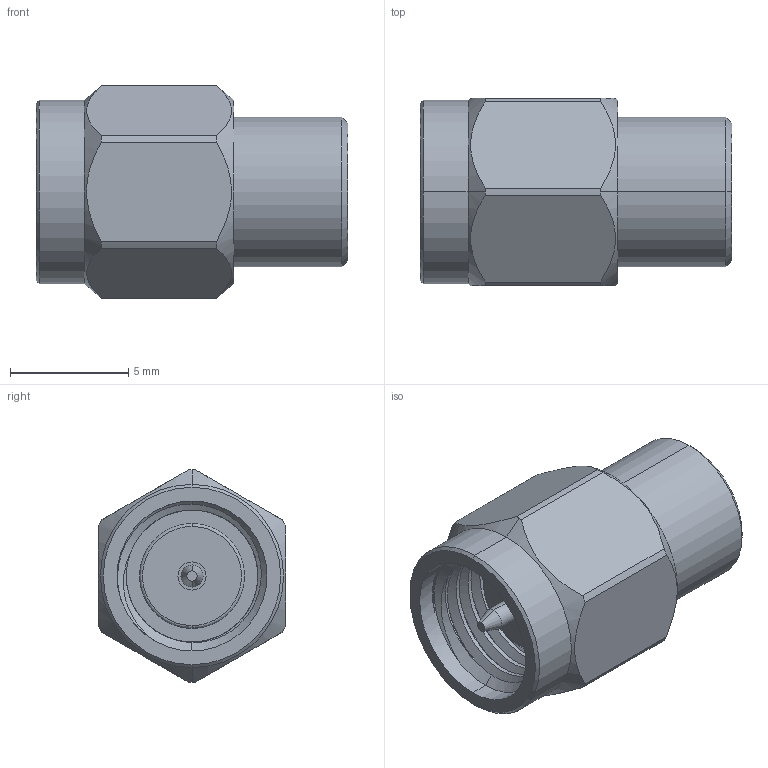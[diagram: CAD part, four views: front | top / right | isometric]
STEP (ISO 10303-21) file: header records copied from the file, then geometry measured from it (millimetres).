
FILE_DESCRIPTION (( 'STEP AP214' ), '1' );
FILE_NAME ('ST1828_3D.step', '2024-06-13T16:06:05', ( '' ), ( '' ), 'SwSTEP 2.0', 'SolidWorks 2022', '' );
FILE_SCHEMA (( 'AUTOMOTIVE_DESIGN' ));
Length unit declared in the file: inch
Products named in the file (1): ST1828_3D
Bounding box: 13.21 x 7.94 x 8.99 mm (x, y, z)
Volume: 480.5 mm3; surface area: 642.9 mm2
Topology: 1 solids, 1 shells, 67 faces, 161 edges, 102 vertices
Faces by surface type: cylinder 33, cone 15, plane 14, bspline 5
Entity records: 3241 total; most frequent: CARTESIAN_POINT 1733, ORIENTED_EDGE 322, DIRECTION 291, EDGE_CURVE 161, AXIS2_PLACEMENT_3D 119, VERTEX_POINT 102, EDGE_LOOP 73, ADVANCED_FACE 67
